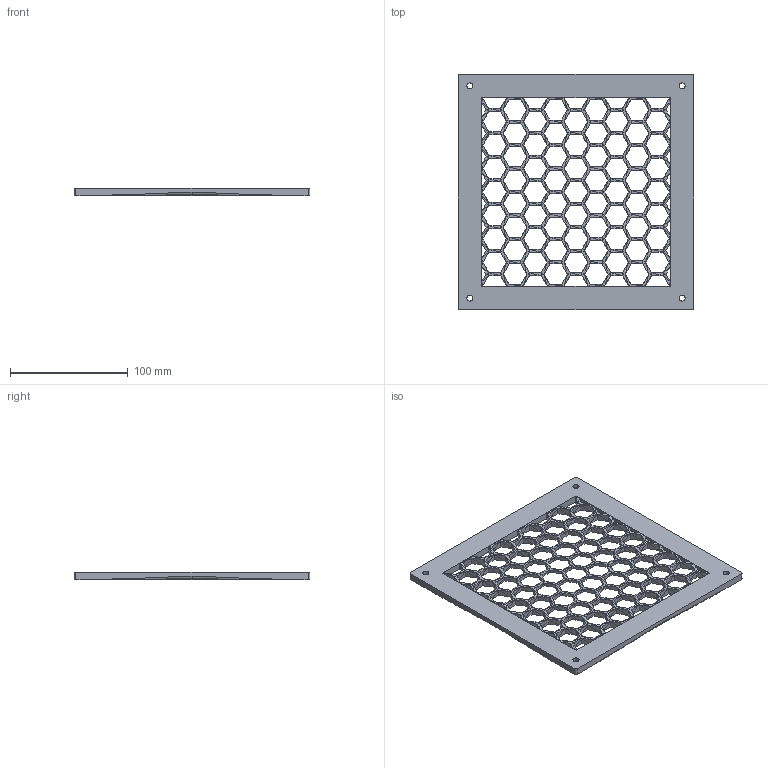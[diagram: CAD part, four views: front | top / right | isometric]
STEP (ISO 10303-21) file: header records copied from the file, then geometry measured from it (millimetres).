
FILE_DESCRIPTION(/* description */ (''),/* implementation_level */ '2;1');
FILE_NAME(/* name */ 'FrameBottom.step',/* time_stamp */ '2020-02-22T22:39:52+01:00',/* author */ (''),/* organization */ (''),/* preprocessor_version */ 'ST-DEVELOPER v18',/* originating_system */ 'Autodesk Translation Framework v8.12.0.6',/* authorisation */ '');
FILE_SCHEMA (('AUTOMOTIVE_DESIGN { 1 0 10303 214 3 1 1 }'));
Length unit declared in the file: millimetre
Products named in the file (2): FrameBottom; HexMesh (1)
Assembly tree (1 placements, depth 2):
  FrameBottom
    HexMesh (1)
Bounding box: 200 x 200 x 6.03 mm (x, y, z)
Volume: 113017.4 mm3; surface area: 73295.6 mm2
Topology: 2 solids, 2 shells, 1900 faces, 3698 edges, 1716 vertices
Faces by surface type: plane 1854, bspline 26, cylinder 20
Full cylindrical faces by diameter (mm): 5.2 x4, 10 x8, 11 x4
Entity records: 49552 total; most frequent: CARTESIAN_POINT 14314, ORIENTED_EDGE 7396, DIRECTION 6438, EDGE_CURVE 3698, LINE 2596, VECTOR 2596, EDGE_LOOP 1958, AXIS2_PLACEMENT_3D 1921
